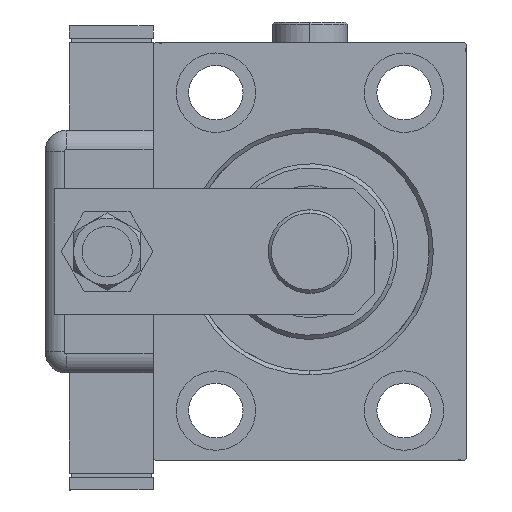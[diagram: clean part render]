
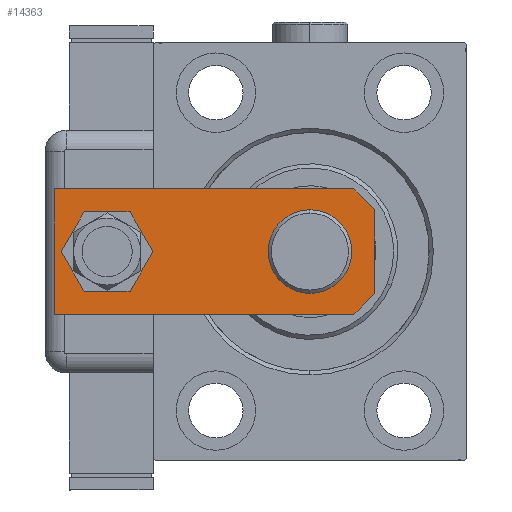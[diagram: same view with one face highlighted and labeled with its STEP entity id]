
A CAD part, left-side view. The second image highlights one B-rep face of the part: STEP entity #14363.
In plain terms, the highlighted face is planar.
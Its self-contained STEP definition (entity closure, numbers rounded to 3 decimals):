
#234 = VECTOR ( 'NONE', #59417, 1000. ) ;
#1476 = CARTESIAN_POINT ( 'NONE',  ( 7., 64., 0. ) ) ;
#2322 = VECTOR ( 'NONE', #25547, 1000. ) ;
#2656 = ORIENTED_EDGE ( 'NONE', *, *, #12311, .T. ) ;
#4357 = DIRECTION ( 'NONE',  ( 1., 0., 0. ) ) ;
#4691 = EDGE_CURVE ( 'NONE', #44980, #47821, #19079, .T. ) ;
#5002 = CIRCLE ( 'NONE', #47757, 7. ) ;
#6763 = DIRECTION ( 'NONE',  ( 0., 0., 1. ) ) ;
#7436 = CARTESIAN_POINT ( 'NONE',  ( 0., 15.5, 0. ) ) ;
#7538 = CARTESIAN_POINT ( 'NONE',  ( 0., 64., 0. ) ) ;
#7971 = VERTEX_POINT ( 'NONE', #22055 ) ;
#8711 = ORIENTED_EDGE ( 'NONE', *, *, #22688, .T. ) ;
#12311 = EDGE_CURVE ( 'NONE', #24570, #44956, #40518, .T. ) ;
#12482 = VERTEX_POINT ( 'NONE', #39983 ) ;
#12805 = EDGE_LOOP ( 'NONE', ( #32872, #41513 ) ) ;
#13549 = AXIS2_PLACEMENT_3D ( 'NONE', #7436, #36079, #26737 ) ;
#13689 = AXIS2_PLACEMENT_3D ( 'NONE', #58138, #6763, #39460 ) ;
#14115 = FACE_BOUND ( 'NONE', #12805, .T. ) ;
#14363 = ADVANCED_FACE ( 'NONE', ( #47423, #33406, #14115 ), #23437, .F. ) ;
#14901 = EDGE_CURVE ( 'NONE', #44980, #7971, #42522, .T. ) ;
#15078 = EDGE_LOOP ( 'NONE', ( #38071, #2656 ) ) ;
#15870 = CARTESIAN_POINT ( 'NONE',  ( -10., 15.5, 0. ) ) ;
#17080 = LINE ( 'NONE', #49780, #234 ) ;
#17194 = DIRECTION ( 'NONE',  ( 0., 0., 1. ) ) ;
#18137 = AXIS2_PLACEMENT_3D ( 'NONE', #42657, #60711, #4357 ) ;
#19079 = LINE ( 'NONE', #38046, #20505 ) ;
#19095 = DIRECTION ( 'NONE',  ( 1., 0., 0. ) ) ;
#20505 = VECTOR ( 'NONE', #57045, 1000. ) ;
#21303 = VERTEX_POINT ( 'NONE', #41077 ) ;
#22055 = CARTESIAN_POINT ( 'NONE',  ( 10., 0., 0. ) ) ;
#22278 = EDGE_LOOP ( 'NONE', ( #45180, #8711, #31318, #36361, #38673, #54990 ) ) ;
#22688 = EDGE_CURVE ( 'NONE', #21303, #12482, #37899, .T. ) ;
#23437 = PLANE ( 'NONE',  #59452 ) ;
#24570 = VERTEX_POINT ( 'NONE', #1476 ) ;
#25300 = DIRECTION ( 'NONE',  ( 1., 0., 0. ) ) ;
#25547 = DIRECTION ( 'NONE',  ( -1., 0., 0. ) ) ;
#26737 = DIRECTION ( 'NONE',  ( 1., 0., 0. ) ) ;
#31318 = ORIENTED_EDGE ( 'NONE', *, *, #40615, .F. ) ;
#32362 = EDGE_CURVE ( 'NONE', #21303, #7971, #58623, .T. ) ;
#32447 = EDGE_CURVE ( 'NONE', #44956, #24570, #5002, .T. ) ;
#32814 = VECTOR ( 'NONE', #33804, 1000. ) ;
#32872 = ORIENTED_EDGE ( 'NONE', *, *, #41294, .T. ) ;
#33093 = CARTESIAN_POINT ( 'NONE',  ( 0., 0., 0. ) ) ;
#33406 = FACE_BOUND ( 'NONE', #15078, .T. ) ;
#33804 = DIRECTION ( 'NONE',  ( -0.707, -0.707, 0. ) ) ;
#34824 = VECTOR ( 'NONE', #25300, 1000. ) ;
#36079 = DIRECTION ( 'NONE',  ( 0., 0., 1. ) ) ;
#36361 = ORIENTED_EDGE ( 'NONE', *, *, #42804, .F. ) ;
#37276 = CARTESIAN_POINT ( 'NONE',  ( -10., 0., 0. ) ) ;
#37394 = CIRCLE ( 'NONE', #13549, 10. ) ;
#37899 = LINE ( 'NONE', #37276, #41432 ) ;
#38046 = CARTESIAN_POINT ( 'NONE',  ( 15., 0., 0. ) ) ;
#38071 = ORIENTED_EDGE ( 'NONE', *, *, #32447, .T. ) ;
#38673 = ORIENTED_EDGE ( 'NONE', *, *, #4691, .F. ) ;
#39317 = CARTESIAN_POINT ( 'NONE',  ( -15., 0., 0. ) ) ;
#39460 = DIRECTION ( 'NONE',  ( 1., 0., 0. ) ) ;
#39983 = CARTESIAN_POINT ( 'NONE',  ( -15., 5., 0. ) ) ;
#40518 = CIRCLE ( 'NONE', #13689, 7. ) ;
#40615 = EDGE_CURVE ( 'NONE', #44578, #12482, #17080, .T. ) ;
#40777 = LINE ( 'NONE', #45466, #2322 ) ;
#41077 = CARTESIAN_POINT ( 'NONE',  ( -10., 0., 0. ) ) ;
#41294 = EDGE_CURVE ( 'NONE', #50830, #61574, #50947, .T. ) ;
#41410 = CARTESIAN_POINT ( 'NONE',  ( -7., 64., 0. ) ) ;
#41432 = VECTOR ( 'NONE', #56895, 1000. ) ;
#41513 = ORIENTED_EDGE ( 'NONE', *, *, #55848, .T. ) ;
#42522 = LINE ( 'NONE', #57148, #32814 ) ;
#42657 = CARTESIAN_POINT ( 'NONE',  ( 0., 15.5, 0. ) ) ;
#42804 = EDGE_CURVE ( 'NONE', #47821, #44578, #40777, .T. ) ;
#44578 = VERTEX_POINT ( 'NONE', #50217 ) ;
#44956 = VERTEX_POINT ( 'NONE', #41410 ) ;
#44980 = VERTEX_POINT ( 'NONE', #55739 ) ;
#45180 = ORIENTED_EDGE ( 'NONE', *, *, #32362, .F. ) ;
#45466 = CARTESIAN_POINT ( 'NONE',  ( 15., 76.5, 0. ) ) ;
#45534 = DIRECTION ( 'NONE',  ( 1., 0., 0. ) ) ;
#47315 = CARTESIAN_POINT ( 'NONE',  ( 10., 15.5, 0. ) ) ;
#47423 = FACE_OUTER_BOUND ( 'NONE', #22278, .T. ) ;
#47757 = AXIS2_PLACEMENT_3D ( 'NONE', #7538, #17194, #45534 ) ;
#47821 = VERTEX_POINT ( 'NONE', #58101 ) ;
#49780 = CARTESIAN_POINT ( 'NONE',  ( -15., 76.5, 0. ) ) ;
#50217 = CARTESIAN_POINT ( 'NONE',  ( -15., 76.5, 0. ) ) ;
#50830 = VERTEX_POINT ( 'NONE', #15870 ) ;
#50947 = CIRCLE ( 'NONE', #18137, 10. ) ;
#54990 = ORIENTED_EDGE ( 'NONE', *, *, #14901, .T. ) ;
#55739 = CARTESIAN_POINT ( 'NONE',  ( 15., 5., 0. ) ) ;
#55848 = EDGE_CURVE ( 'NONE', #61574, #50830, #37394, .T. ) ;
#56895 = DIRECTION ( 'NONE',  ( -0.707, 0.707, 0. ) ) ;
#57045 = DIRECTION ( 'NONE',  ( 0., 1., 0. ) ) ;
#57148 = CARTESIAN_POINT ( 'NONE',  ( 15., 5., 0. ) ) ;
#57379 = DIRECTION ( 'NONE',  ( 0., 0., 1. ) ) ;
#58101 = CARTESIAN_POINT ( 'NONE',  ( 15., 76.5, 0. ) ) ;
#58138 = CARTESIAN_POINT ( 'NONE',  ( 0., 64., 0. ) ) ;
#58623 = LINE ( 'NONE', #39317, #34824 ) ;
#59417 = DIRECTION ( 'NONE',  ( 0., -1., 0. ) ) ;
#59452 = AXIS2_PLACEMENT_3D ( 'NONE', #33093, #57379, #19095 ) ;
#60711 = DIRECTION ( 'NONE',  ( 0., 0., 1. ) ) ;
#61574 = VERTEX_POINT ( 'NONE', #47315 ) ;
